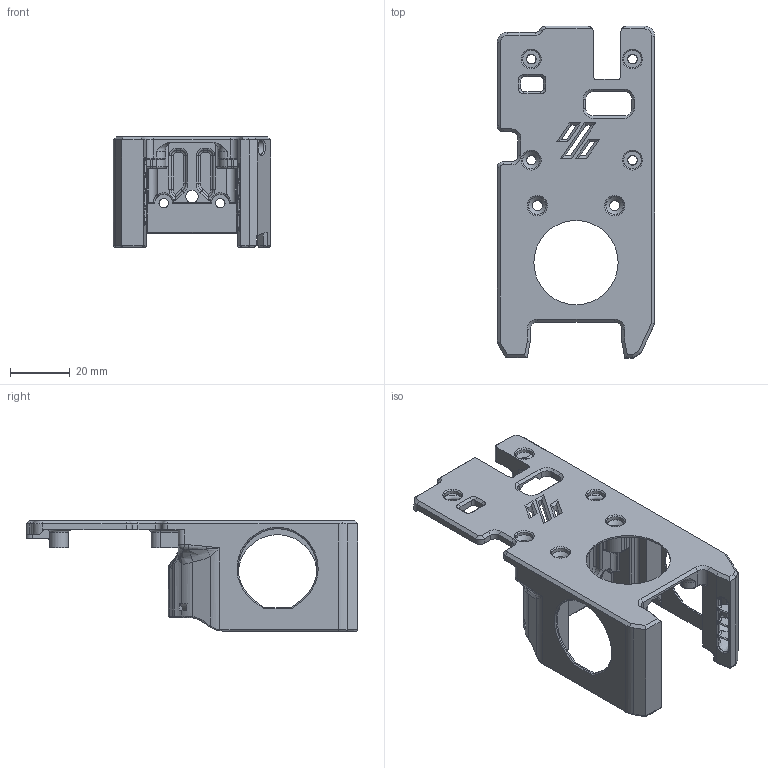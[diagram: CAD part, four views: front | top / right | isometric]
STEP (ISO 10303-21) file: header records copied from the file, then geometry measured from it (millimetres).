
FILE_DESCRIPTION(/* description */ (''),/* implementation_level */ '2;1');
FILE_NAME(/* name */ 'Voron_v01_lgx_lite_1lc_cowling.step',/* time_stamp */ '2022-02-08T23:11:12+01:00',/* author */ (''),/* organization */ (''),/* preprocessor_version */ 'ST-DEVELOPER v18.1',/* originating_system */ 'Autodesk Translation Framework v10.10.0.1391',/* authorisation */ '');
FILE_SCHEMA (('AUTOMOTIVE_DESIGN { 1 0 10303 214 3 1 1 }'));
Products named in the file (2): Mini-After-LGX-lite; cowling_universal
Assembly tree (1 placements, depth 2):
  Mini-After-LGX-lite
    cowling_universal
Bounding box: 53 x 111.52 x 37.04 mm (x, y, z)
Volume: 31306.7 mm3; surface area: 26271.6 mm2
Topology: 1 solids, 1 shells, 1012 faces, 2621 edges, 1544 vertices
Faces by surface type: cylinder 310, plane 277, bspline 262, torus 104, cone 40, sphere 19
Full cylindrical faces by diameter (mm): 3.2 x10, 3.4 x2, 4.2 x1, 4.7 x1, 5.9 x4, 6 x2, 6.2 x1, 7.2 x2, 8.2 x1, 28.3 x1
Entity records: 51603 total; most frequent: CARTESIAN_POINT 28459, ORIENTED_EDGE 5134, DIRECTION 4519, EDGE_CURVE 2567, AXIS2_PLACEMENT_3D 1758, VERTEX_POINT 1543, EDGE_LOOP 1058, FACE_OUTER_BOUND 1012
